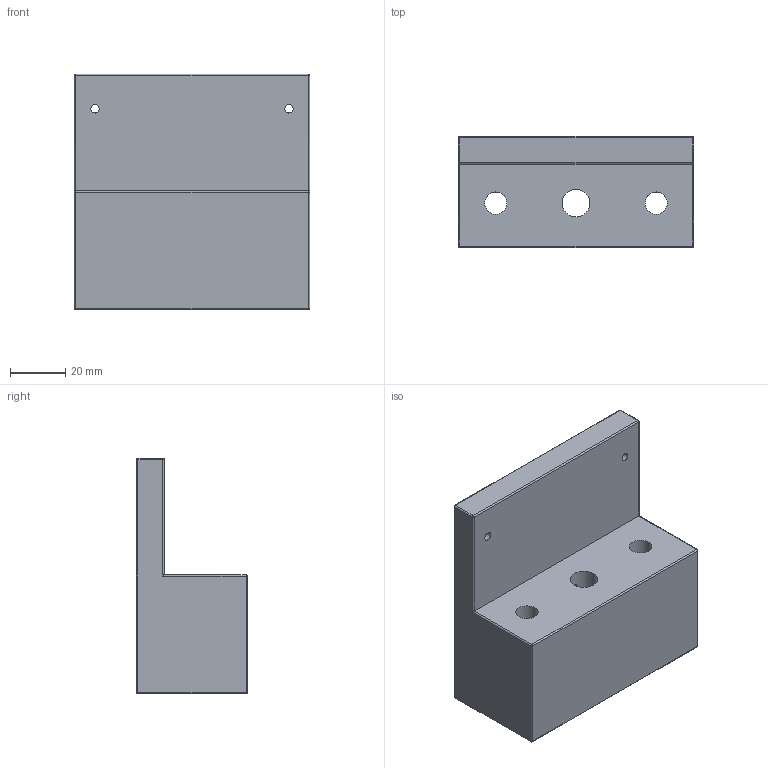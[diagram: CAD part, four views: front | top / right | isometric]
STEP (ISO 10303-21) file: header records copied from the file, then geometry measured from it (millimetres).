
FILE_DESCRIPTION(('FreeCAD Model'),'2;1');
FILE_NAME('Coulisse Haut:Bas.step', '2020-01-19T19:54:02',(''),(''),'Open CASCADE STEP processor 7.2', 'FreeCAD','Unknown');
FILE_SCHEMA(('AUTOMOTIVE_DESIGN { 1 0 10303 214 1 1 1 1 }'));
Length unit declared in the file: millimetre
Products named in the file (1): Coulisse_Haut/Bas
Bounding box: 85 x 40 x 85 mm (x, y, z)
Volume: 172955.7 mm3; surface area: 29945.3 mm2
Topology: 1 solids, 1 shells, 53 faces, 122 edges, 63 vertices
Faces by surface type: cylinder 30, plane 10, sphere 10, torus 3
Full cylindrical faces by diameter (mm): 3 x10, 8 x2, 10 x1
Entity records: 4877 total; most frequent: CARTESIAN_POINT 2765, DIRECTION 322, ORIENTED_EDGE 224, PCURVE 224, DEFINITIONAL_REPRESENTATION 224, B_SPLINE_CURVE_WITH_KNOTS 176, EDGE_CURVE 112, AXIS2_PLACEMENT_3D 110
